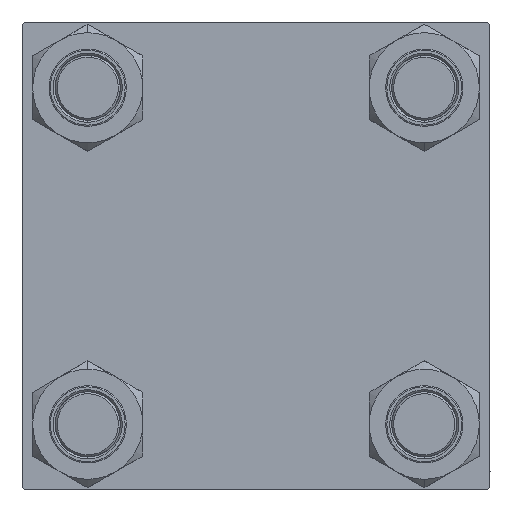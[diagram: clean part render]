
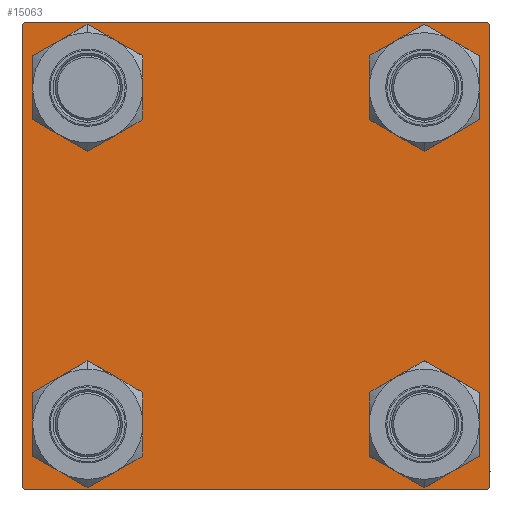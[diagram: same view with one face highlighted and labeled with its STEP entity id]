
A CAD part, left-side view. The second image highlights one B-rep face of the part: STEP entity #15063.
In plain terms, the highlighted planar face has unit normal (-1, 0, 0).
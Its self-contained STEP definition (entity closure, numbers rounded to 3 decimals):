
#1147 = LINE ( 'NONE', #12721, #9731 ) ;
#1440 = VERTEX_POINT ( 'NONE', #46402 ) ;
#2559 = EDGE_CURVE ( 'NONE', #48184, #42345, #24826, .T. ) ;
#2877 = ORIENTED_EDGE ( 'NONE', *, *, #5612, .T. ) ;
#2914 = AXIS2_PLACEMENT_3D ( 'NONE', #12840, #12327, #4635 ) ;
#3174 = DIRECTION ( 'NONE',  ( 1., 0., 0. ) ) ;
#3477 = EDGE_CURVE ( 'NONE', #46962, #43838, #29455, .T. ) ;
#3538 = FACE_BOUND ( 'NONE', #29317, .T. ) ;
#3803 = FACE_OUTER_BOUND ( 'NONE', #16422, .T. ) ;
#4461 = CARTESIAN_POINT ( 'NONE',  ( 0., -41.35, 41.35 ) ) ;
#4635 = DIRECTION ( 'NONE',  ( 0., 0., 1. ) ) ;
#5206 = DIRECTION ( 'NONE',  ( 0., -0.707, 0.707 ) ) ;
#5241 = CARTESIAN_POINT ( 'NONE',  ( 0., 57.5, 57. ) ) ;
#5612 = EDGE_CURVE ( 'NONE', #49892, #47597, #12612, .T. ) ;
#5665 = DIRECTION ( 'NONE',  ( 0., 0., 1. ) ) ;
#6146 = LINE ( 'NONE', #29263, #34819 ) ;
#6217 = VECTOR ( 'NONE', #30935, 1000. ) ;
#6372 = CARTESIAN_POINT ( 'NONE',  ( 0., 57.5, -57.5 ) ) ;
#6481 = EDGE_LOOP ( 'NONE', ( #13518, #42637 ) ) ;
#8427 = AXIS2_PLACEMENT_3D ( 'NONE', #32048, #47736, #30924 ) ;
#9016 = CARTESIAN_POINT ( 'NONE',  ( 0., -57., -57.5 ) ) ;
#9076 = CARTESIAN_POINT ( 'NONE',  ( 0., -41.35, -41.35 ) ) ;
#9577 = ORIENTED_EDGE ( 'NONE', *, *, #45270, .T. ) ;
#9685 = DIRECTION ( 'NONE',  ( 0., 0., -1. ) ) ;
#9731 = VECTOR ( 'NONE', #24779, 1000. ) ;
#9735 = EDGE_CURVE ( 'NONE', #15939, #48514, #48041, .T. ) ;
#10103 = AXIS2_PLACEMENT_3D ( 'NONE', #9076, #43783, #39923 ) ;
#10480 = EDGE_CURVE ( 'NONE', #30266, #13205, #39393, .T. ) ;
#10810 = AXIS2_PLACEMENT_3D ( 'NONE', #40612, #36516, #13122 ) ;
#11359 = VERTEX_POINT ( 'NONE', #34467 ) ;
#12163 = DIRECTION ( 'NONE',  ( 0., 0., 1. ) ) ;
#12327 = DIRECTION ( 'NONE',  ( 1., 0., 0. ) ) ;
#12612 = CIRCLE ( 'NONE', #10103, 8.5 ) ;
#12721 = CARTESIAN_POINT ( 'NONE',  ( 0., 57.5, 57.5 ) ) ;
#12840 = CARTESIAN_POINT ( 'NONE',  ( 0., -41.35, -41.35 ) ) ;
#12883 = DIRECTION ( 'NONE',  ( 1., 0., 0. ) ) ;
#13122 = DIRECTION ( 'NONE',  ( 0., 0., 1. ) ) ;
#13205 = VERTEX_POINT ( 'NONE', #16361 ) ;
#13455 = CARTESIAN_POINT ( 'NONE',  ( 0., 41.35, -32.85 ) ) ;
#13518 = ORIENTED_EDGE ( 'NONE', *, *, #14580, .T. ) ;
#13587 = ORIENTED_EDGE ( 'NONE', *, *, #43905, .T. ) ;
#13593 = CIRCLE ( 'NONE', #2914, 8.5 ) ;
#13865 = EDGE_CURVE ( 'NONE', #47597, #49892, #13593, .T. ) ;
#14580 = EDGE_CURVE ( 'NONE', #37947, #15023, #25069, .T. ) ;
#15023 = VERTEX_POINT ( 'NONE', #15608 ) ;
#15063 = ADVANCED_FACE ( 'NONE', ( #34625, #38986, #3538, #50280, #3803 ), #34882, .T. ) ;
#15356 = DIRECTION ( 'NONE',  ( 0., 0., 1. ) ) ;
#15608 = CARTESIAN_POINT ( 'NONE',  ( 0., -41.35, 32.85 ) ) ;
#15939 = VERTEX_POINT ( 'NONE', #42863 ) ;
#16361 = CARTESIAN_POINT ( 'NONE',  ( 0., 57.5, -57. ) ) ;
#16422 = EDGE_LOOP ( 'NONE', ( #19517, #32900, #45430, #42767, #32559, #13587, #20798, #9577 ) ) ;
#16730 = CARTESIAN_POINT ( 'NONE',  ( 0., 41.35, -41.35 ) ) ;
#19401 = CARTESIAN_POINT ( 'NONE',  ( 0., 57.25, 57.25 ) ) ;
#19454 = DIRECTION ( 'NONE',  ( -1., 0., 0. ) ) ;
#19517 = ORIENTED_EDGE ( 'NONE', *, *, #10480, .T. ) ;
#20798 = ORIENTED_EDGE ( 'NONE', *, *, #27635, .F. ) ;
#20800 = DIRECTION ( 'NONE',  ( 0., 0.707, 0.707 ) ) ;
#20963 = EDGE_CURVE ( 'NONE', #42345, #48184, #30503, .T. ) ;
#21004 = EDGE_CURVE ( 'NONE', #48514, #15939, #32948, .T. ) ;
#21354 = CARTESIAN_POINT ( 'NONE',  ( 0., -57.25, -57.25 ) ) ;
#22190 = CARTESIAN_POINT ( 'NONE',  ( 0., -41.35, -32.85 ) ) ;
#22897 = VECTOR ( 'NONE', #49056, 1000. ) ;
#23058 = ORIENTED_EDGE ( 'NONE', *, *, #2559, .T. ) ;
#24008 = LINE ( 'NONE', #19401, #47946 ) ;
#24110 = ORIENTED_EDGE ( 'NONE', *, *, #9735, .T. ) ;
#24228 = DIRECTION ( 'NONE',  ( 1., 0., 0. ) ) ;
#24749 = AXIS2_PLACEMENT_3D ( 'NONE', #16730, #12883, #28541 ) ;
#24779 = DIRECTION ( 'NONE',  ( 0., -1., 0. ) ) ;
#24826 = CIRCLE ( 'NONE', #8427, 8.5 ) ;
#24847 = CARTESIAN_POINT ( 'NONE',  ( 0., -41.35, 49.85 ) ) ;
#24973 = ORIENTED_EDGE ( 'NONE', *, *, #20963, .T. ) ;
#25069 = CIRCLE ( 'NONE', #28373, 8.5 ) ;
#25403 = CARTESIAN_POINT ( 'NONE',  ( 0., -57.5, -57. ) ) ;
#25955 = DIRECTION ( 'NONE',  ( 1., 0., 0. ) ) ;
#26135 = CARTESIAN_POINT ( 'NONE',  ( 0., -41.35, -49.85 ) ) ;
#26684 = CARTESIAN_POINT ( 'NONE',  ( 0., -57.5, 57. ) ) ;
#27047 = ORIENTED_EDGE ( 'NONE', *, *, #21004, .T. ) ;
#27635 = EDGE_CURVE ( 'NONE', #1440, #11359, #1147, .T. ) ;
#27843 = EDGE_LOOP ( 'NONE', ( #27047, #24110 ) ) ;
#28023 = VERTEX_POINT ( 'NONE', #46870 ) ;
#28373 = AXIS2_PLACEMENT_3D ( 'NONE', #39864, #25955, #5665 ) ;
#28541 = DIRECTION ( 'NONE',  ( 0., 0., 1. ) ) ;
#29263 = CARTESIAN_POINT ( 'NONE',  ( 0., -57.25, 57.25 ) ) ;
#29317 = EDGE_LOOP ( 'NONE', ( #24973, #23058 ) ) ;
#29333 = EDGE_CURVE ( 'NONE', #13205, #28023, #37256, .T. ) ;
#29455 = LINE ( 'NONE', #44890, #41276 ) ;
#30021 = AXIS2_PLACEMENT_3D ( 'NONE', #50533, #19454, #15356 ) ;
#30266 = VERTEX_POINT ( 'NONE', #5241 ) ;
#30503 = CIRCLE ( 'NONE', #24749, 8.5 ) ;
#30673 = EDGE_CURVE ( 'NONE', #28023, #50617, #48516, .T. ) ;
#30924 = DIRECTION ( 'NONE',  ( 0., 0., 1. ) ) ;
#30935 = DIRECTION ( 'NONE',  ( 0., 0., -1. ) ) ;
#31518 = EDGE_CURVE ( 'NONE', #50617, #43838, #44502, .T. ) ;
#31688 = CARTESIAN_POINT ( 'NONE',  ( 0., 57.5, 57.5 ) ) ;
#32048 = CARTESIAN_POINT ( 'NONE',  ( 0., 41.35, -41.35 ) ) ;
#32300 = EDGE_CURVE ( 'NONE', #15023, #37947, #44361, .T. ) ;
#32559 = ORIENTED_EDGE ( 'NONE', *, *, #3477, .F. ) ;
#32900 = ORIENTED_EDGE ( 'NONE', *, *, #29333, .T. ) ;
#32948 = CIRCLE ( 'NONE', #10810, 8.5 ) ;
#33626 = VECTOR ( 'NONE', #41307, 1000. ) ;
#34467 = CARTESIAN_POINT ( 'NONE',  ( 0., -57., 57.5 ) ) ;
#34625 = FACE_BOUND ( 'NONE', #6481, .T. ) ;
#34819 = VECTOR ( 'NONE', #20800, 1000. ) ;
#34882 = PLANE ( 'NONE',  #30021 ) ;
#36516 = DIRECTION ( 'NONE',  ( 1., 0., 0. ) ) ;
#36562 = AXIS2_PLACEMENT_3D ( 'NONE', #38376, #3174, #42491 ) ;
#37256 = LINE ( 'NONE', #44965, #22897 ) ;
#37947 = VERTEX_POINT ( 'NONE', #24847 ) ;
#38376 = CARTESIAN_POINT ( 'NONE',  ( 0., 41.35, 41.35 ) ) ;
#38986 = FACE_BOUND ( 'NONE', #45993, .T. ) ;
#39177 = DIRECTION ( 'NONE',  ( 0., 0.707, -0.707 ) ) ;
#39393 = LINE ( 'NONE', #31688, #6217 ) ;
#39864 = CARTESIAN_POINT ( 'NONE',  ( 0., -41.35, 41.35 ) ) ;
#39923 = DIRECTION ( 'NONE',  ( 0., 0., 1. ) ) ;
#40612 = CARTESIAN_POINT ( 'NONE',  ( 0., 41.35, 41.35 ) ) ;
#41276 = VECTOR ( 'NONE', #9685, 1000. ) ;
#41307 = DIRECTION ( 'NONE',  ( 0., -1., 0. ) ) ;
#41813 = ORIENTED_EDGE ( 'NONE', *, *, #13865, .T. ) ;
#42345 = VERTEX_POINT ( 'NONE', #13455 ) ;
#42491 = DIRECTION ( 'NONE',  ( 0., 0., 1. ) ) ;
#42637 = ORIENTED_EDGE ( 'NONE', *, *, #32300, .T. ) ;
#42767 = ORIENTED_EDGE ( 'NONE', *, *, #31518, .T. ) ;
#42863 = CARTESIAN_POINT ( 'NONE',  ( 0., 41.35, 32.85 ) ) ;
#43783 = DIRECTION ( 'NONE',  ( 1., 0., 0. ) ) ;
#43838 = VERTEX_POINT ( 'NONE', #25403 ) ;
#43905 = EDGE_CURVE ( 'NONE', #46962, #11359, #6146, .T. ) ;
#44361 = CIRCLE ( 'NONE', #46005, 8.5 ) ;
#44456 = CARTESIAN_POINT ( 'NONE',  ( 0., 41.35, 49.85 ) ) ;
#44502 = LINE ( 'NONE', #21354, #49243 ) ;
#44890 = CARTESIAN_POINT ( 'NONE',  ( 0., -57.5, 57.5 ) ) ;
#44965 = CARTESIAN_POINT ( 'NONE',  ( 0., 57.25, -57.25 ) ) ;
#45270 = EDGE_CURVE ( 'NONE', #1440, #30266, #24008, .T. ) ;
#45430 = ORIENTED_EDGE ( 'NONE', *, *, #30673, .T. ) ;
#45993 = EDGE_LOOP ( 'NONE', ( #41813, #2877 ) ) ;
#46005 = AXIS2_PLACEMENT_3D ( 'NONE', #4461, #24228, #12163 ) ;
#46402 = CARTESIAN_POINT ( 'NONE',  ( 0., 57., 57.5 ) ) ;
#46870 = CARTESIAN_POINT ( 'NONE',  ( 0., 57., -57.5 ) ) ;
#46962 = VERTEX_POINT ( 'NONE', #26684 ) ;
#47597 = VERTEX_POINT ( 'NONE', #22190 ) ;
#47736 = DIRECTION ( 'NONE',  ( 1., 0., 0. ) ) ;
#47946 = VECTOR ( 'NONE', #39177, 1000. ) ;
#48041 = CIRCLE ( 'NONE', #36562, 8.5 ) ;
#48184 = VERTEX_POINT ( 'NONE', #50511 ) ;
#48514 = VERTEX_POINT ( 'NONE', #44456 ) ;
#48516 = LINE ( 'NONE', #6372, #33626 ) ;
#49056 = DIRECTION ( 'NONE',  ( 0., -0.707, -0.707 ) ) ;
#49243 = VECTOR ( 'NONE', #5206, 1000. ) ;
#49892 = VERTEX_POINT ( 'NONE', #26135 ) ;
#50280 = FACE_BOUND ( 'NONE', #27843, .T. ) ;
#50511 = CARTESIAN_POINT ( 'NONE',  ( 0., 41.35, -49.85 ) ) ;
#50533 = CARTESIAN_POINT ( 'NONE',  ( 0., 0., 0. ) ) ;
#50617 = VERTEX_POINT ( 'NONE', #9016 ) ;
